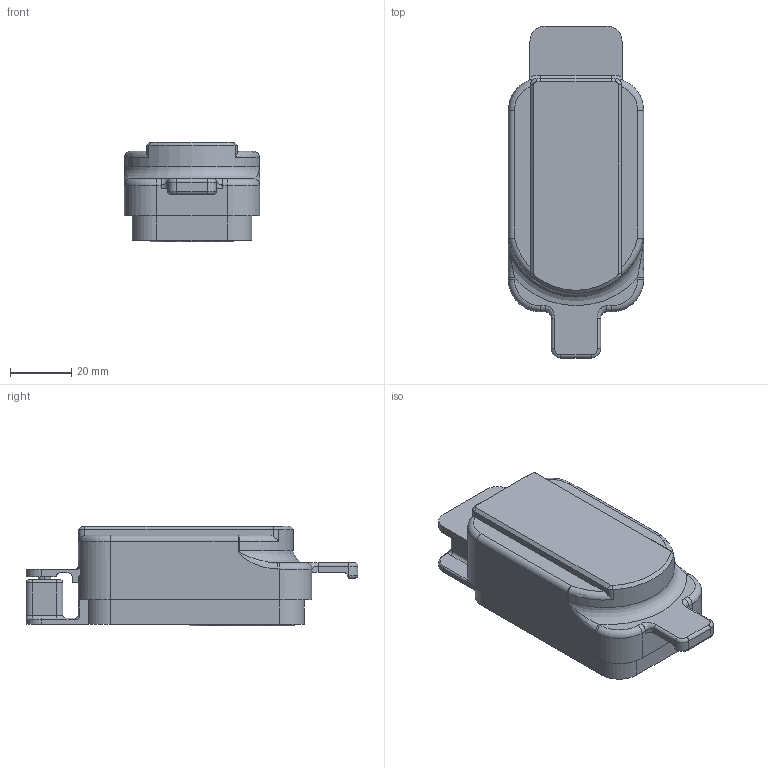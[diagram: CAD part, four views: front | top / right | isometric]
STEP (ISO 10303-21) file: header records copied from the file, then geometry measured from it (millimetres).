
FILE_DESCRIPTION (( 'STEP AP203' ), '1' );
FILE_NAME ('A-372-RC-FS-3-F.STEP', '2018-04-27T03:52:24', ( '' ), ( '' ), 'SwSTEP 2.0', 'SolidWorks 2014', '' );
FILE_SCHEMA (( 'CONFIG_CONTROL_DESIGN' ));
Length unit declared in the file: millimetre
Products named in the file (3): A-372-RC-FS-3-F_ゴムベース; A-372-RC-FS-3-F; A-372-RC-FS-3-F_ゴムキャップ
Assembly tree (2 placements, depth 2):
  A-372-RC-FS-3-F
    A-372-RC-FS-3-F_ゴムベース
    A-372-RC-FS-3-F_ゴムキャップ
Bounding box: 44 x 108 x 32.5 mm (x, y, z)
Volume: 34928.4 mm3; surface area: 28905 mm2
Topology: 2 solids, 2 shells, 262 faces, 664 edges, 406 vertices
Faces by surface type: cylinder 108, plane 88, torus 43, cone 13, bspline 6, sphere 4
Entity records: 8644 total; most frequent: CARTESIAN_POINT 1942, DIRECTION 1422, ORIENTED_EDGE 1320, EDGE_CURVE 660, AXIS2_PLACEMENT_3D 542, VERTEX_POINT 406, LINE 338, VECTOR 338
